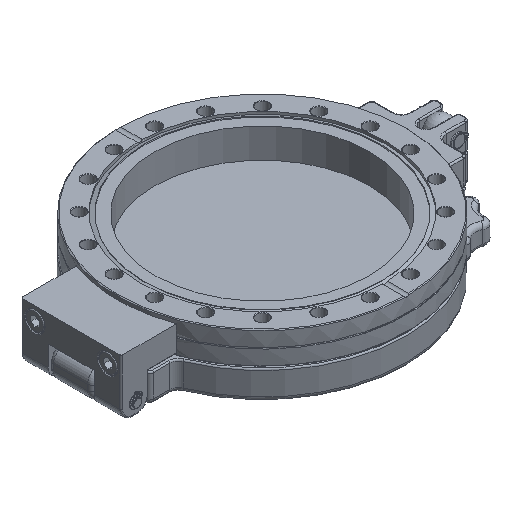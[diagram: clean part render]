
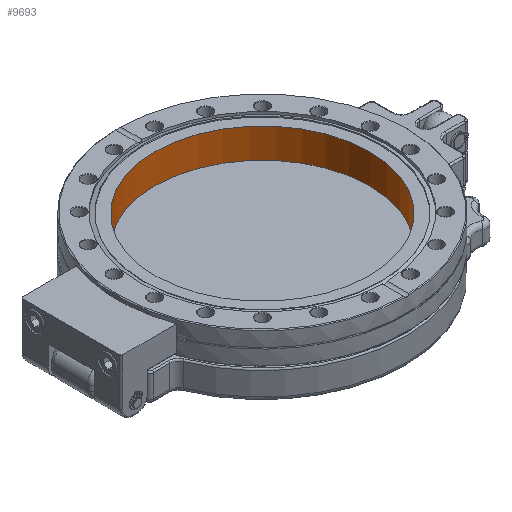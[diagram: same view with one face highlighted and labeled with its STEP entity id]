
A CAD part, isometric view. The second image highlights one B-rep face of the part: STEP entity #9693.
In plain terms, the highlighted cylindrical face has radius 75 mm (diameter 150 mm), a full revolution.
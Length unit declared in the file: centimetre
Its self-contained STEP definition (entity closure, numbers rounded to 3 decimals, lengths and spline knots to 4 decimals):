
#274=FACE_BOUND('',#1939,.T.);
#530=CYLINDRICAL_SURFACE('',#10741,7.5);
#1195=FACE_OUTER_BOUND('',#1938,.T.);
#1938=EDGE_LOOP('',(#7461));
#1939=EDGE_LOOP('',(#7462));
#3544=CIRCLE('',#10586,7.5);
#3629=CIRCLE('',#10742,7.5);
#4300=VERTEX_POINT('',#19424);
#4395=VERTEX_POINT('',#19797);
#5403=EDGE_CURVE('',#4300,#4300,#3544,.T.);
#5503=EDGE_CURVE('',#4395,#4395,#3629,.F.);
#7461=ORIENTED_EDGE('',*,*,#5403,.F.);
#7462=ORIENTED_EDGE('',*,*,#5503,.T.);
#9693=ADVANCED_FACE('',(#1195,#274),#530,.F.);
#10586=AXIS2_PLACEMENT_3D('',#19425,#12720,#12721);
#10741=AXIS2_PLACEMENT_3D('',#19796,#13034,#13035);
#10742=AXIS2_PLACEMENT_3D('',#19798,#13036,#13037);
#12720=DIRECTION('center_axis',(0.,0.,1.));
#12721=DIRECTION('ref_axis',(1.,0.,0.));
#13034=DIRECTION('center_axis',(0.,0.,1.));
#13035=DIRECTION('ref_axis',(-1.,0.,0.));
#13036=DIRECTION('center_axis',(0.,0.,-1.));
#13037=DIRECTION('ref_axis',(-1.,0.,0.));
#19424=CARTESIAN_POINT('',(7.5,0.,-1.0676));
#19425=CARTESIAN_POINT('Origin',(0.,0.,-1.0676));
#19796=CARTESIAN_POINT('Origin',(0.,0.,9.2824));
#19797=CARTESIAN_POINT('',(-7.5,0.,1.0008));
#19798=CARTESIAN_POINT('Origin',(0.,0.,1.0008));
